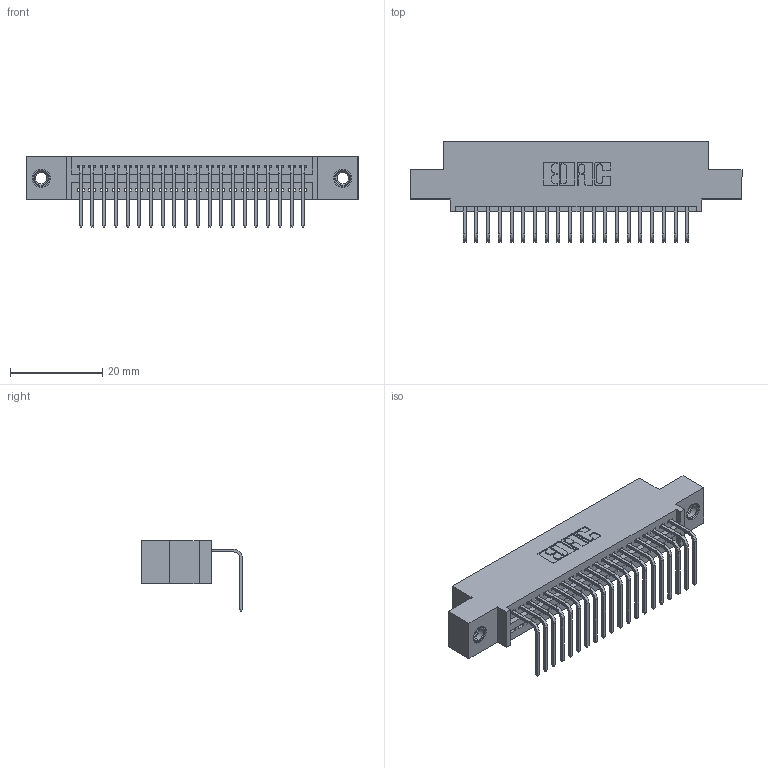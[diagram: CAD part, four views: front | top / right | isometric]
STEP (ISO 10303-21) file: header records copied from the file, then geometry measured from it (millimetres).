
FILE_DESCRIPTION (( 'STEP AP203' ), '1' );
FILE_NAME ('395-020-558-407.STEP', '2019-10-11T04:06:55', ( '' ), ( '' ), 'SwSTEP 2.0', 'SolidWorks 2016', '' );
FILE_SCHEMA (( 'CONFIG_CONTROL_DESIGN' ));
Length unit declared in the file: inch
Products named in the file (4): 345 Part_0.110 Offset - 0.156 Dia-TI; 345-292-001_558 Tail - 2; 345-250-001_345-250-005-103; 395-020-558-407
Assembly tree (23 placements, depth 2):
  395-020-558-407
    345 Part_0.110 Offset - 0.156 Dia-TI
    345-292-001_558 Tail - 2  x20
    345-250-001_345-250-005-103  x2
Bounding box: 72.01 x 21.83 x 15.37 mm (x, y, z)
Volume: 6639 mm3; surface area: 9029.7 mm2
Topology: 23 solids, 23 shells, 1390 faces, 4129 edges, 2718 vertices
Faces by surface type: plane 956, cylinder 418, cone 12, torus 4
Entity records: 19416 total; most frequent: CARTESIAN_POINT 3347, ORIENTED_EDGE 3294, DIRECTION 2981, EDGE_CURVE 1647, LINE 1415, VECTOR 1415, VERTEX_POINT 1092, AXIS2_PLACEMENT_3D 783
